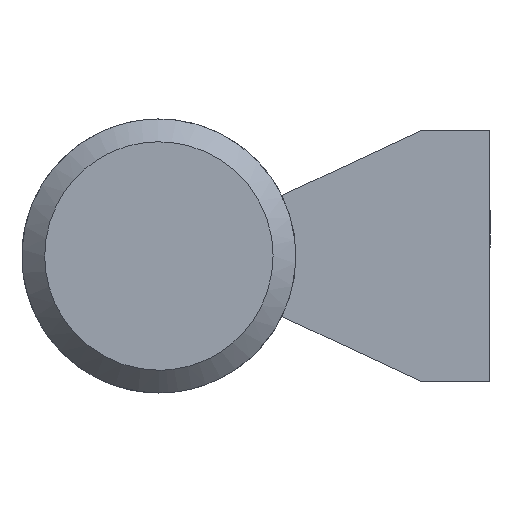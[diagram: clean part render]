
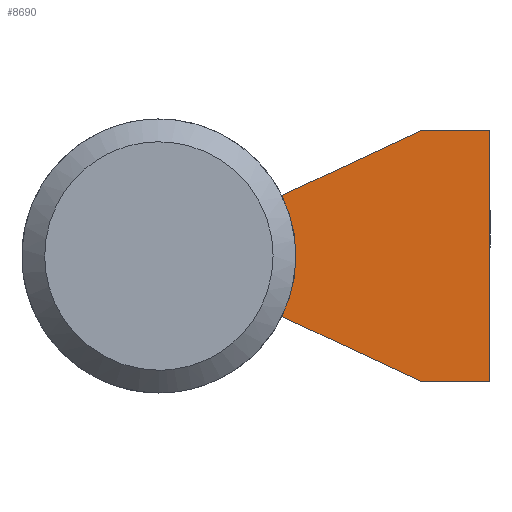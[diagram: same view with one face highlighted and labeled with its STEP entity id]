
A CAD part, left-side view. The second image highlights one B-rep face of the part: STEP entity #8690.
In plain terms, the highlighted free-form (B-spline) face has degree [1, 1] with [2, 2] control points.
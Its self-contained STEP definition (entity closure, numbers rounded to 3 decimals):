
#3360 = CARTESIAN_POINT ('', (0., 9.116, -2.648));
#3370 = VERTEX_POINT ('', #3360);
#3380 = CARTESIAN_POINT ('', (0., 9.116, 2.648));
#3390 = VERTEX_POINT ('', #3380);
#3400 = CARTESIAN_POINT ('', (0., 9.116, -2.648));
#3410 = CARTESIAN_POINT ('', (0., 8.28, -0.948));
#3420 = CARTESIAN_POINT ('', (0., 8.28, 0.948));
#3430 = CARTESIAN_POINT ('', (0., 9.116, 2.648));
#3440 = (
   BOUNDED_CURVE ()
   B_SPLINE_CURVE (3, (#3400, #3410, #3420, #3430), .UNSPECIFIED., .F., .U.)
   B_SPLINE_CURVE_WITH_KNOTS ((4, 4), (0., 1.), .UNSPECIFIED.)
   CURVE ()
   GEOMETRIC_REPRESENTATION_ITEM ()
   RATIONAL_B_SPLINE_CURVE ((1., 0.932, 0.932, 1.))
   REPRESENTATION_ITEM ('')
);
#3450 = EDGE_CURVE ('', #3370, #3390, #3440, .T.);
#6980 = CARTESIAN_POINT ('', (0., 0., -5.5));
#6990 = VERTEX_POINT ('', #6980);
#7000 = CARTESIAN_POINT ('', (0., 0., 5.5));
#7010 = VERTEX_POINT ('', #7000);
#7020 = CARTESIAN_POINT ('', (0., 0., -5.5));
#7030 = CARTESIAN_POINT ('', (0., 0., 5.5));
#7040 = B_SPLINE_CURVE_WITH_KNOTS ('', 1, (#7020, #7030), .UNSPECIFIED., .F., .U., (2, 2), (0., 1.), .UNSPECIFIED.);
#7050 = EDGE_CURVE ('', #6990, #7010, #7040, .T.);
#7440 = CARTESIAN_POINT ('', (0., 3., -5.5));
#7450 = VERTEX_POINT ('', #7440);
#7460 = CARTESIAN_POINT ('', (0., 3., -5.5));
#7470 = CARTESIAN_POINT ('', (0., 0., -5.5));
#7480 = B_SPLINE_CURVE_WITH_KNOTS ('', 1, (#7460, #7470), .UNSPECIFIED., .F., .U., (2, 2), (0., 1.), .UNSPECIFIED.);
#7490 = EDGE_CURVE ('', #7450, #6990, #7480, .T.);
#7720 = CARTESIAN_POINT ('', (0., 3., -5.5));
#7730 = CARTESIAN_POINT ('', (0., 9.116, -2.648));
#7740 = B_SPLINE_CURVE_WITH_KNOTS ('', 1, (#7720, #7730), .UNSPECIFIED., .F., .U., (2, 2), (0., 1.), .UNSPECIFIED.);
#7750 = EDGE_CURVE ('', #7450, #3370, #7740, .T.);
#8180 = CARTESIAN_POINT ('', (0., 3., 5.5));
#8190 = VERTEX_POINT ('', #8180);
#8200 = CARTESIAN_POINT ('', (0., 9.116, 2.648));
#8210 = CARTESIAN_POINT ('', (0., 3., 5.5));
#8220 = B_SPLINE_CURVE_WITH_KNOTS ('', 1, (#8200, #8210), .UNSPECIFIED., .F., .U., (2, 2), (0., 1.), .UNSPECIFIED.);
#8230 = EDGE_CURVE ('', #3390, #8190, #8220, .T.);
#8400 = CARTESIAN_POINT ('', (0., 3., 5.5));
#8410 = CARTESIAN_POINT ('', (0., 0., 5.5));
#8420 = B_SPLINE_CURVE_WITH_KNOTS ('', 1, (#8400, #8410), .UNSPECIFIED., .F., .U., (2, 2), (0., 1.), .UNSPECIFIED.);
#8430 = EDGE_CURVE ('', #8190, #7010, #8420, .T.);
#8560 = ORIENTED_EDGE ('', *, *, #7750, .F.);
#8570 = ORIENTED_EDGE ('', *, *, #7490, .T.);
#8580 = ORIENTED_EDGE ('', *, *, #7050, .T.);
#8590 = ORIENTED_EDGE ('', *, *, #8430, .F.);
#8600 = ORIENTED_EDGE ('', *, *, #8230, .F.);
#8610 = ORIENTED_EDGE ('', *, *, #3450, .F.);
#8620 = EDGE_LOOP ('', (#8560, #8570, #8580, #8590, #8600, #8610));
#8630 = FACE_OUTER_BOUND ('', #8620, .T.);
#8640 = CARTESIAN_POINT ('', (0., 9.171, -5.5));
#8650 = CARTESIAN_POINT ('', (0., 9.171, 5.5));
#8660 = CARTESIAN_POINT ('', (0., 0., -5.5));
#8670 = CARTESIAN_POINT ('', (0., 0., 5.5));
#8680 = B_SPLINE_SURFACE_WITH_KNOTS ('', 1, 1, ((#8640, #8650), (#8660, #8670)), .UNSPECIFIED., .F., .F., .U., (2, 2), (2, 2), (0., 1.), (0., 1.), .UNSPECIFIED.);
#8690 = ADVANCED_FACE ('', (#8630), #8680, .T.);
